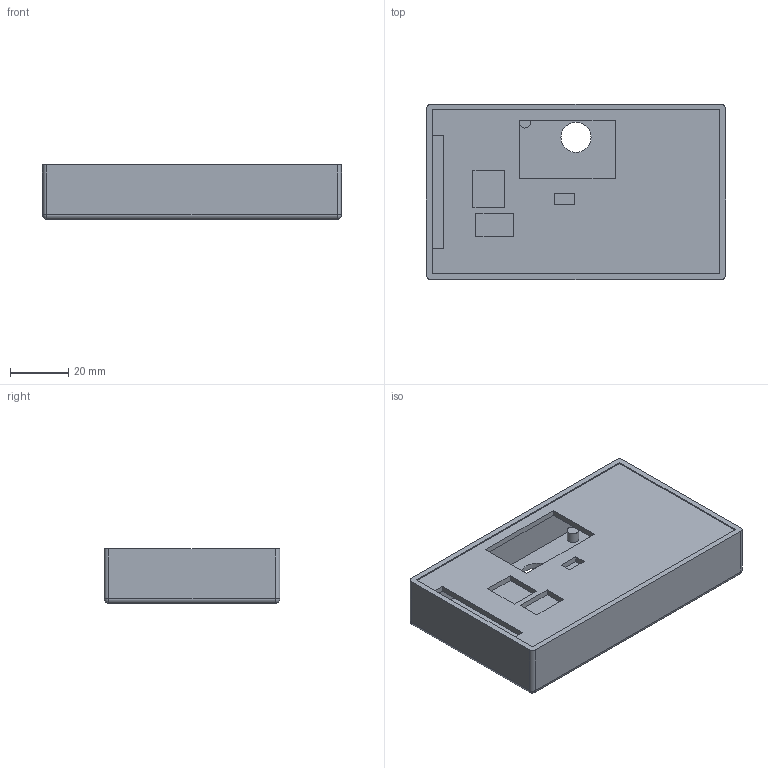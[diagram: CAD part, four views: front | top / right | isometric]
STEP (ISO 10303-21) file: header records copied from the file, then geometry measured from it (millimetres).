
FILE_DESCRIPTION(('HOOPS Exchange Step'),'2;1');
FILE_NAME('temp_export','2025-06-04T23:41:58+20:00',('evanl'),('Shapr3D Limited'),'HOOPS Exchange 2024.8','Shapr3D','Authorized');
FILE_SCHEMA( ('AP242_MANAGED_MODEL_BASED_3D_ENGINEERING_MIM_LF {1 0 10303 442 1 1 4}') );
Length unit declared in the file: millimetre
Products named in the file (2): Case; root
Assembly tree (1 placements, depth 2):
  root
    Case
Bounding box: 103 x 60.5 x 18.7 mm (x, y, z)
Volume: 31967.3 mm3; surface area: 35163.2 mm2
Topology: 4 solids, 4 shells, 282 faces, 756 edges, 500 vertices
Faces by surface type: plane 167, bspline 96, cylinder 15, sphere 4
Full cylindrical faces by diameter (mm): 4 x6, 10.4 x1
Entity records: 10492 total; most frequent: CARTESIAN_POINT 3986, ORIENTED_EDGE 1504, DIRECTION 978, EDGE_CURVE 752, VECTOR 522, LINE 522, VERTEX_POINT 500, EDGE_LOOP 322
